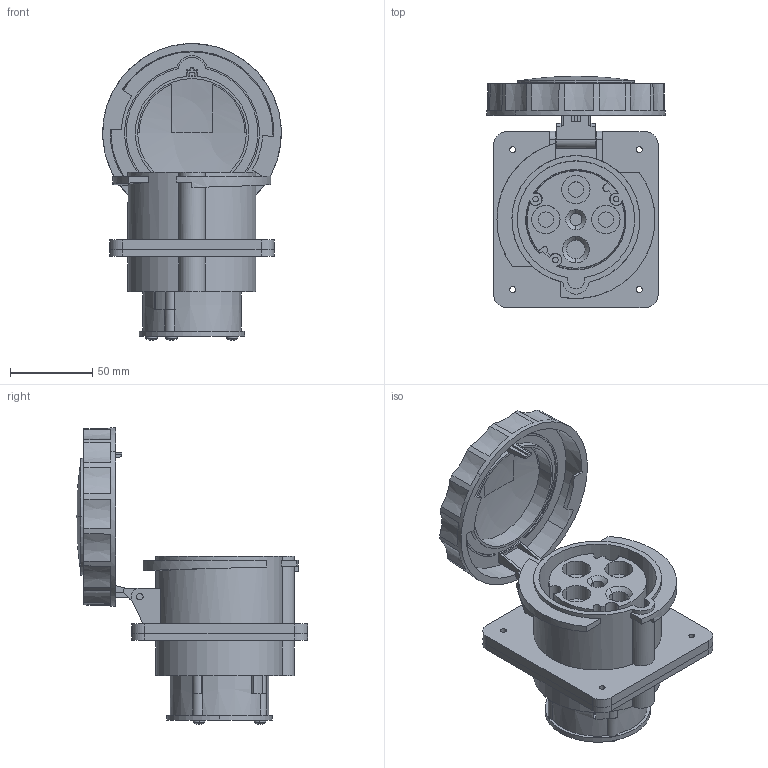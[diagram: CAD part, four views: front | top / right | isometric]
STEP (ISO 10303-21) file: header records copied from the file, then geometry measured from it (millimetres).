
FILE_DESCRIPTION((''),'2;1');
FILE_NAME('81682_3D-SIMPLIFIED_ASM','2023-03-28T11:37:35',('melanie.cordero'),(''),'CREO PARAMETRIC BY PTC INC, 2018260','CREO PARAMETRIC BY PTC INC, 2018260','');
FILE_SCHEMA(('CONFIG_CONTROL_DESIGN'));
Length unit declared in the file: millimetre
Products named in the file (8): PRT01; PRT02; PRT03; PRT04; PRT05; PRT06; PRT07; 81682_3D-SIMPLIFIED_ASM
Assembly tree (9 placements, depth 2):
  81682_3D-SIMPLIFIED_ASM
    PRT01
    PRT02
    PRT03
    PRT04
    PRT05
    PRT06
    PRT07  x3
Bounding box: 108.55 x 140.5 x 180.42 mm (x, y, z)
Volume: 430768.7 mm3; surface area: 150403.7 mm2
Topology: 9 solids, 9 shells, 351 faces, 1014 edges, 699 vertices
Faces by surface type: plane 173, cylinder 137, cone 28, sphere 10, bspline 2, torus 1
Entity records: 11487 total; most frequent: CARTESIAN_POINT 2395, DIRECTION 1990, ORIENTED_EDGE 1852, EDGE_CURVE 926, AXIS2_PLACEMENT_3D 813, VERTEX_POINT 643, CIRCLE 479, EDGE_LOOP 385
